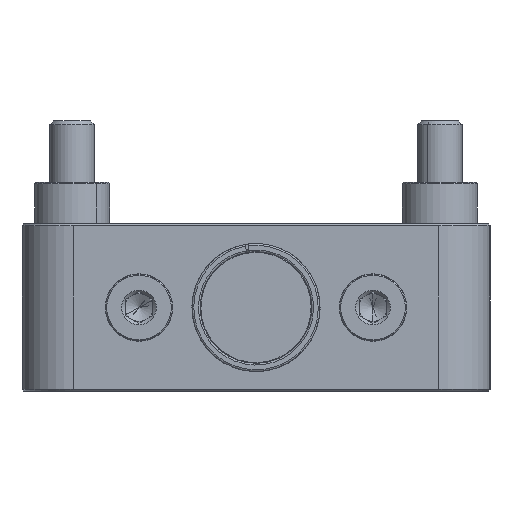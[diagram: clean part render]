
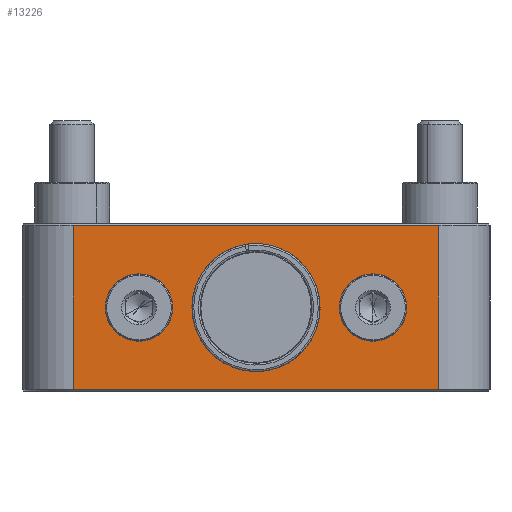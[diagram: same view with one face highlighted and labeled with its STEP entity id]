
A CAD part, front view. The second image highlights one B-rep face of the part: STEP entity #13226.
In plain terms, the highlighted planar face has unit normal (0, -1, 0).
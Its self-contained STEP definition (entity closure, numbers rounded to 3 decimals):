
#113 = EDGE_CURVE ( 'NONE', #5442, #21680, #14142, .T. ) ;
#500 = CIRCLE ( 'NONE', #3513, 6.05 ) ;
#559 = CARTESIAN_POINT ( 'NONE',  ( 0., -72.375, 0. ) ) ;
#713 = CARTESIAN_POINT ( 'NONE',  ( -32.8, -72.375, -14.675 ) ) ;
#826 = DIRECTION ( 'NONE',  ( 1., 0., 0. ) ) ;
#1156 = EDGE_CURVE ( 'NONE', #4214, #21795, #11171, .T. ) ;
#1413 = DIRECTION ( 'NONE',  ( -1., 0., 0. ) ) ;
#1853 = DIRECTION ( 'NONE',  ( 0., -1., 0. ) ) ;
#1889 = DIRECTION ( 'NONE',  ( 0., -1., 0. ) ) ;
#1959 = DIRECTION ( 'NONE',  ( -1., 0., 0. ) ) ;
#2349 = FACE_OUTER_BOUND ( 'NONE', #6407, .T. ) ;
#3143 = CARTESIAN_POINT ( 'NONE',  ( -27.05, -72.375, 0. ) ) ;
#3272 = EDGE_CURVE ( 'NONE', #21680, #15026, #12648, .T. ) ;
#3513 = AXIS2_PLACEMENT_3D ( 'NONE', #18097, #1889, #14548 ) ;
#3731 = DIRECTION ( 'NONE',  ( 0., 1., 0. ) ) ;
#4114 = ORIENTED_EDGE ( 'NONE', *, *, #12871, .F. ) ;
#4128 = DIRECTION ( 'NONE',  ( 0., -1., 0. ) ) ;
#4214 = VERTEX_POINT ( 'NONE', #20342 ) ;
#4487 = AXIS2_PLACEMENT_3D ( 'NONE', #17919, #7038, #16147 ) ;
#4501 = VECTOR ( 'NONE', #18056, 1000. ) ;
#4588 = ORIENTED_EDGE ( 'NONE', *, *, #1156, .F. ) ;
#4601 = VERTEX_POINT ( 'NONE', #18780 ) ;
#4639 = AXIS2_PLACEMENT_3D ( 'NONE', #8370, #15598, #17470 ) ;
#4732 = AXIS2_PLACEMENT_3D ( 'NONE', #19933, #3731, #1959 ) ;
#4924 = EDGE_CURVE ( 'NONE', #11053, #15026, #10839, .T. ) ;
#5442 = VERTEX_POINT ( 'NONE', #14941 ) ;
#5450 = EDGE_CURVE ( 'NONE', #11053, #5442, #13162, .T. ) ;
#5537 = VECTOR ( 'NONE', #1413, 1000. ) ;
#5635 = CIRCLE ( 'NONE', #4487, 6.05 ) ;
#5666 = DIRECTION ( 'NONE',  ( -1., 0., 0. ) ) ;
#6130 = FACE_BOUND ( 'NONE', #8700, .T. ) ;
#6264 = ORIENTED_EDGE ( 'NONE', *, *, #16487, .T. ) ;
#6271 = VERTEX_POINT ( 'NONE', #6710 ) ;
#6407 = EDGE_LOOP ( 'NONE', ( #13813, #20984, #20165, #16848 ) ) ;
#6561 = DIRECTION ( 'NONE',  ( 0., 0., 1. ) ) ;
#6710 = CARTESIAN_POINT ( 'NONE',  ( 14.95, -72.375, 0. ) ) ;
#6944 = ORIENTED_EDGE ( 'NONE', *, *, #14235, .F. ) ;
#7038 = DIRECTION ( 'NONE',  ( 0., 1., 0. ) ) ;
#8043 = CIRCLE ( 'NONE', #4639, 11.5 ) ;
#8370 = CARTESIAN_POINT ( 'NONE',  ( 0., -72.375, 0. ) ) ;
#8595 = EDGE_CURVE ( 'NONE', #4601, #6271, #5635, .T. ) ;
#8700 = EDGE_LOOP ( 'NONE', ( #6944, #16510 ) ) ;
#9343 = ORIENTED_EDGE ( 'NONE', *, *, #8595, .T. ) ;
#10371 = CARTESIAN_POINT ( 'NONE',  ( -14.95, -72.375, 0. ) ) ;
#10839 = LINE ( 'NONE', #17716, #4501 ) ;
#11053 = VERTEX_POINT ( 'NONE', #713 ) ;
#11171 = CIRCLE ( 'NONE', #18724, 11.5 ) ;
#12174 = CARTESIAN_POINT ( 'NONE',  ( -32.8, -72.375, 14.675 ) ) ;
#12480 = CARTESIAN_POINT ( 'NONE',  ( 32.8, -72.375, -15. ) ) ;
#12648 = LINE ( 'NONE', #12174, #5537 ) ;
#12813 = VERTEX_POINT ( 'NONE', #10371 ) ;
#12871 = EDGE_CURVE ( 'NONE', #21795, #4214, #8043, .T. ) ;
#12961 = CARTESIAN_POINT ( 'NONE',  ( 32.8, -72.375, 14.675 ) ) ;
#13107 = EDGE_CURVE ( 'NONE', #22977, #12813, #500, .T. ) ;
#13162 = LINE ( 'NONE', #16934, #21507 ) ;
#13226 = ADVANCED_FACE ( 'NONE', ( #15140, #6130, #18554, #2349 ), #13365, .F. ) ;
#13325 = CARTESIAN_POINT ( 'NONE',  ( 0., -72.375, 11.5 ) ) ;
#13365 = PLANE ( 'NONE',  #17891 ) ;
#13486 = CARTESIAN_POINT ( 'NONE',  ( -21., -72.375, 0. ) ) ;
#13813 = ORIENTED_EDGE ( 'NONE', *, *, #113, .T. ) ;
#14142 = LINE ( 'NONE', #12480, #17955 ) ;
#14235 = EDGE_CURVE ( 'NONE', #12813, #22977, #14851, .T. ) ;
#14498 = EDGE_LOOP ( 'NONE', ( #4588, #4114 ) ) ;
#14548 = DIRECTION ( 'NONE',  ( 1., 0., 0. ) ) ;
#14851 = CIRCLE ( 'NONE', #22355, 6.05 ) ;
#14941 = CARTESIAN_POINT ( 'NONE',  ( 32.8, -72.375, -14.675 ) ) ;
#15026 = VERTEX_POINT ( 'NONE', #21770 ) ;
#15140 = FACE_BOUND ( 'NONE', #20660, .T. ) ;
#15258 = DIRECTION ( 'NONE',  ( 0., 1., 0. ) ) ;
#15598 = DIRECTION ( 'NONE',  ( 0., -1., 0. ) ) ;
#16147 = DIRECTION ( 'NONE',  ( -1., 0., 0. ) ) ;
#16487 = EDGE_CURVE ( 'NONE', #6271, #4601, #19077, .T. ) ;
#16510 = ORIENTED_EDGE ( 'NONE', *, *, #13107, .F. ) ;
#16848 = ORIENTED_EDGE ( 'NONE', *, *, #5450, .T. ) ;
#16934 = CARTESIAN_POINT ( 'NONE',  ( -32.8, -72.375, -14.675 ) ) ;
#17470 = DIRECTION ( 'NONE',  ( 0., 0., 1. ) ) ;
#17716 = CARTESIAN_POINT ( 'NONE',  ( -32.8, -72.375, -15. ) ) ;
#17891 = AXIS2_PLACEMENT_3D ( 'NONE', #20558, #15258, #5666 ) ;
#17919 = CARTESIAN_POINT ( 'NONE',  ( 21., -72.375, 0. ) ) ;
#17955 = VECTOR ( 'NONE', #6561, 1000. ) ;
#18056 = DIRECTION ( 'NONE',  ( 0., 0., 1. ) ) ;
#18097 = CARTESIAN_POINT ( 'NONE',  ( -21., -72.375, 0. ) ) ;
#18554 = FACE_BOUND ( 'NONE', #14498, .T. ) ;
#18724 = AXIS2_PLACEMENT_3D ( 'NONE', #559, #1853, #20285 ) ;
#18780 = CARTESIAN_POINT ( 'NONE',  ( 27.05, -72.375, 0. ) ) ;
#19077 = CIRCLE ( 'NONE', #4732, 6.05 ) ;
#19933 = CARTESIAN_POINT ( 'NONE',  ( 21., -72.375, 0. ) ) ;
#20165 = ORIENTED_EDGE ( 'NONE', *, *, #4924, .F. ) ;
#20285 = DIRECTION ( 'NONE',  ( 0., 0., 1. ) ) ;
#20342 = CARTESIAN_POINT ( 'NONE',  ( 0., -72.375, -11.5 ) ) ;
#20558 = CARTESIAN_POINT ( 'NONE',  ( -32.8, -72.375, -15. ) ) ;
#20660 = EDGE_LOOP ( 'NONE', ( #6264, #9343 ) ) ;
#20984 = ORIENTED_EDGE ( 'NONE', *, *, #3272, .T. ) ;
#21507 = VECTOR ( 'NONE', #22105, 1000. ) ;
#21680 = VERTEX_POINT ( 'NONE', #12961 ) ;
#21770 = CARTESIAN_POINT ( 'NONE',  ( -32.8, -72.375, 14.675 ) ) ;
#21795 = VERTEX_POINT ( 'NONE', #13325 ) ;
#22105 = DIRECTION ( 'NONE',  ( 1., 0., 0. ) ) ;
#22355 = AXIS2_PLACEMENT_3D ( 'NONE', #13486, #4128, #826 ) ;
#22977 = VERTEX_POINT ( 'NONE', #3143 ) ;
